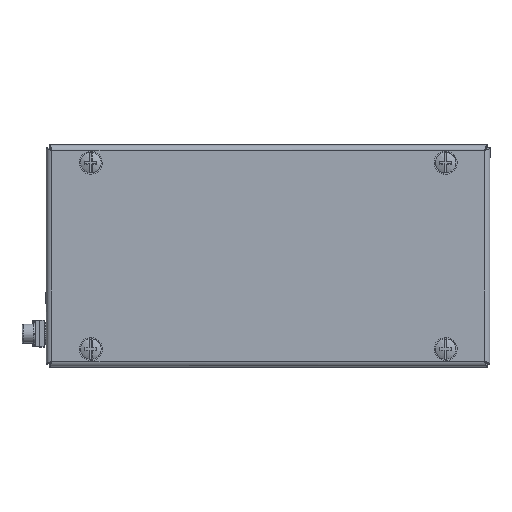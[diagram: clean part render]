
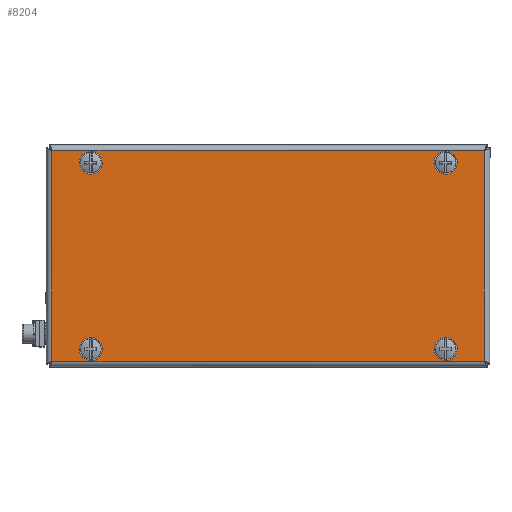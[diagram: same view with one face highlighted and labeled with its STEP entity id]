
A CAD part, top view. The second image highlights one B-rep face of the part: STEP entity #8204.
In plain terms, the highlighted face is planar.
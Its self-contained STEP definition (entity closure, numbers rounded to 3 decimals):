
#401=LINE('',#12339,#1035);
#402=LINE('',#12341,#1036);
#403=LINE('',#12343,#1037);
#404=LINE('',#12344,#1038);
#1035=VECTOR('',#9938,1000.);
#1036=VECTOR('',#9939,1000.);
#1037=VECTOR('',#9940,1000.);
#1038=VECTOR('',#9941,1000.);
#1852=PLANE('',#8842);
#2274=FACE_BOUND('',#3024,.T.);
#2275=FACE_BOUND('',#3025,.T.);
#2276=FACE_BOUND('',#3026,.T.);
#2277=FACE_BOUND('',#3027,.T.);
#2436=FACE_OUTER_BOUND('',#3023,.T.);
#3023=EDGE_LOOP('',(#6056,#6057,#6058,#6059));
#3024=EDGE_LOOP('',(#6060));
#3025=EDGE_LOOP('',(#6061));
#3026=EDGE_LOOP('',(#6062));
#3027=EDGE_LOOP('',(#6063));
#3654=CIRCLE('',#8831,4.);
#3656=CIRCLE('',#8834,4.);
#3658=CIRCLE('',#8837,4.);
#3660=CIRCLE('',#8840,4.);
#4012=VERTEX_POINT('',#12310);
#4014=VERTEX_POINT('',#12315);
#4016=VERTEX_POINT('',#12320);
#4018=VERTEX_POINT('',#12325);
#4023=VERTEX_POINT('',#12337);
#4024=VERTEX_POINT('',#12338);
#4025=VERTEX_POINT('',#12340);
#4026=VERTEX_POINT('',#12342);
#4760=EDGE_CURVE('',#4012,#4012,#3654,.T.);
#4762=EDGE_CURVE('',#4014,#4014,#3656,.T.);
#4764=EDGE_CURVE('',#4016,#4016,#3658,.T.);
#4766=EDGE_CURVE('',#4018,#4018,#3660,.T.);
#4771=EDGE_CURVE('',#4023,#4024,#401,.T.);
#4772=EDGE_CURVE('',#4024,#4025,#402,.T.);
#4773=EDGE_CURVE('',#4025,#4026,#403,.T.);
#4774=EDGE_CURVE('',#4026,#4023,#404,.T.);
#6056=ORIENTED_EDGE('',*,*,#4771,.T.);
#6057=ORIENTED_EDGE('',*,*,#4772,.T.);
#6058=ORIENTED_EDGE('',*,*,#4773,.T.);
#6059=ORIENTED_EDGE('',*,*,#4774,.T.);
#6060=ORIENTED_EDGE('',*,*,#4760,.F.);
#6061=ORIENTED_EDGE('',*,*,#4762,.F.);
#6062=ORIENTED_EDGE('',*,*,#4764,.F.);
#6063=ORIENTED_EDGE('',*,*,#4766,.F.);
#8204=ADVANCED_FACE('',(#2436,#2274,#2275,#2276,#2277),#1852,.F.);
#8831=AXIS2_PLACEMENT_3D('',#12311,#9910,#9911);
#8834=AXIS2_PLACEMENT_3D('',#12316,#9916,#9917);
#8837=AXIS2_PLACEMENT_3D('',#12321,#9922,#9923);
#8840=AXIS2_PLACEMENT_3D('',#12326,#9928,#9929);
#8842=AXIS2_PLACEMENT_3D('',#12336,#9936,#9937);
#9910=DIRECTION('center_axis',(0.,0.,-1.));
#9911=DIRECTION('ref_axis',(1.,0.,0.));
#9916=DIRECTION('center_axis',(0.,0.,-1.));
#9917=DIRECTION('ref_axis',(-1.,0.,0.));
#9922=DIRECTION('center_axis',(0.,0.,-1.));
#9923=DIRECTION('ref_axis',(1.,0.,0.));
#9928=DIRECTION('center_axis',(0.,0.,-1.));
#9929=DIRECTION('ref_axis',(-1.,0.,0.));
#9936=DIRECTION('center_axis',(0.,0.,1.));
#9937=DIRECTION('ref_axis',(1.,0.,0.));
#9938=DIRECTION('',(-1.,0.,0.));
#9939=DIRECTION('',(0.,1.,0.));
#9940=DIRECTION('',(1.,0.,0.));
#9941=DIRECTION('',(0.,-1.,0.));
#12310=CARTESIAN_POINT('',(76.,-42.,0.));
#12311=CARTESIAN_POINT('Origin',(80.,-42.,0.));
#12315=CARTESIAN_POINT('',(-84.,-42.,0.));
#12316=CARTESIAN_POINT('Origin',(-80.,-42.,0.));
#12320=CARTESIAN_POINT('',(-84.,42.,0.));
#12321=CARTESIAN_POINT('Origin',(-80.,42.,0.));
#12325=CARTESIAN_POINT('',(76.,42.,0.));
#12326=CARTESIAN_POINT('Origin',(80.,42.,0.));
#12336=CARTESIAN_POINT('Origin',(-100.,50.,0.));
#12337=CARTESIAN_POINT('',(97.5,-47.5,0.));
#12338=CARTESIAN_POINT('',(-97.5,-47.5,0.));
#12339=CARTESIAN_POINT('',(98.743,-47.5,0.));
#12340=CARTESIAN_POINT('',(-97.5,47.5,0.));
#12341=CARTESIAN_POINT('',(-97.5,-48.743,0.));
#12342=CARTESIAN_POINT('',(97.5,47.5,0.));
#12343=CARTESIAN_POINT('',(-98.743,47.5,0.));
#12344=CARTESIAN_POINT('',(97.5,48.743,0.));
